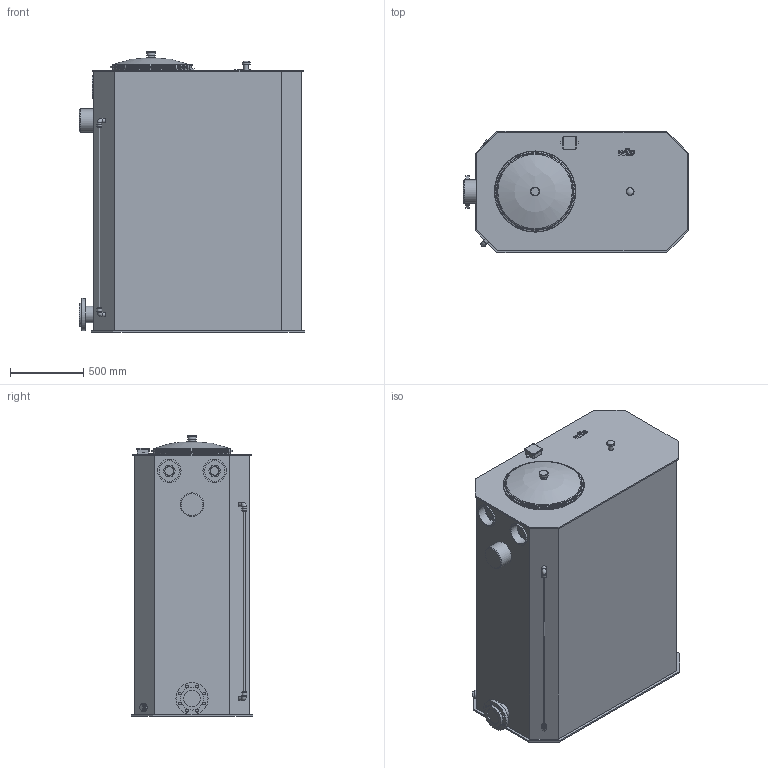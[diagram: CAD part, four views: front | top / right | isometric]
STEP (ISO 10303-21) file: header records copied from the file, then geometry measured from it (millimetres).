
FILE_DESCRIPTION(/* description */ (''),/* implementation_level */ '2;1');
FILE_NAME(/* name */ '3d_VBH1000LEckig-2523782.stp',/* time_stamp */ '2017-09-20T13:35:13+02:00',/* author */ ('Andrzej'),/* organization */ (''),/* preprocessor_version */ 'ST-DEVELOPER v16.13',/* originating_system */ 'AutoCAD Mechanical',/* authorisation */ '');
FILE_SCHEMA (('AUTOMOTIVE_DESIGN { 1 0 10303 214 3 1 1 }'));
Length unit declared in the file: millimetre
Products named in the file (1): Product
Bounding box: 1540 x 830 x 1915 mm (x, y, z)
Volume: 1953655450.5 mm3; surface area: 10782423.2 mm2
Topology: 9 solids, 10 shells, 266 faces, 608 edges, 391 vertices
Faces by surface type: plane 129, cylinder 65, bspline 27, torus 26, cone 18, sphere 1
Full cylindrical faces by diameter (mm): 12 x1, 18 x8, 25 x2, 30 x2, 32.5 x1, 34 x2, 39 x1, 48 x1, 53 x1, 54.6 x1, 60.3 x2, 61 x1, 114.3 x2, 140 x2, 156 x1, 160 x3, 220 x1, 504 x1, 520.922 x1, 526 x1, 543 x1, 548 x1, 552.657 x1, 555 x1
Entity records: 7262 total; most frequent: CARTESIAN_POINT 1563, DIRECTION 1139, ORIENTED_EDGE 1050, EDGE_CURVE 525, AXIS2_PLACEMENT_3D 423, EDGE_LOOP 384, VERTEX_POINT 379, LINE 293
